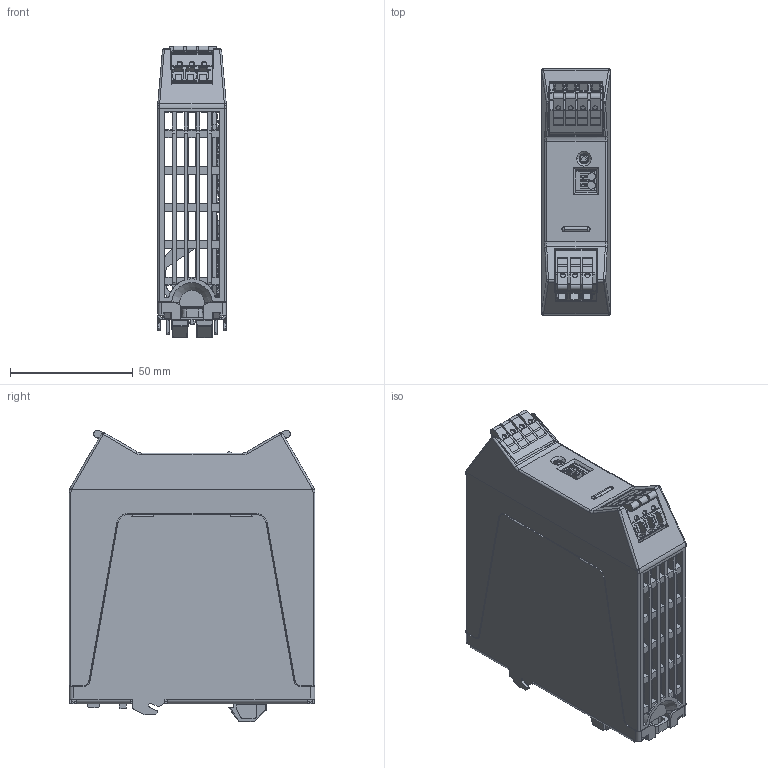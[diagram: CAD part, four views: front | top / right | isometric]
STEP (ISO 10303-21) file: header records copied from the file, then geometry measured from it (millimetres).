
FILE_DESCRIPTION (( 'STEP AP214' ), '1' );
FILE_NAME ('RACPRO1-S120_3D-file_V1.0.STEP', '2025-05-14T10:48:21', ( '' ), ( '' ), 'SwSTEP 2.0', 'SolidWorks 2024', '' );
FILE_SCHEMA (( 'AUTOMOTIVE_DESIGN' ));
Length unit declared in the file: millimetre
Products named in the file (49): THT_TO-220AB_BOT_main.step-1_1.STEP; Leads.step.STEP; TSOT-23_main.step_1.STEP; TLM-215A-A590-03P(K).stp_1.STEP; Body-2_SMD_IC_TSOP-6_R_main.step_1.STEP; M3x5-Senk_1.STEP; PinsArrayLR-5_SMD_OPTO_8mm_R_main.step_1.STEP; R_0805_2012Metric_main.step_1.STEP; CA9CV10_Antrieb_Standard_POTI_CAV9_RUND_HS38_Assembly_main.step_1.STEP; Tab_THT_TO-220AB_BOT_main.step_1.STEP; Z10699-0001_PCB.step_1.STEP; ThermalPin_SMD_IC_VQFN-20_R_main.step_1.STEP; RACPRO_1ph_120W.STEP; D_SMA_main.step_1.STEP; Body-4_SMD_OPTO_8mm_R_main.step_1.STEP; SMD_IC_VQFN-20_R_main.step_1.STEP; main 1.59.1_SOT-89-3_main.step_1.STEP; RACPRO_FrontCover_DiN_VLB28_1.STEP; SMD_SMB_BI_R_main.step_1.STEP; THT_KLEMME_TLM-004RS-3_5_main.step_1.STEP; RACPRO_Housing_DiN_B28_1.STEP; main.step_1.STEP; Z10699-0001_PCB_main.step_1.STEP; THT_C_P22.5_W10_main.step_1.STEP; halterung.step_1.STEP; PinsArray_THT_TO-220AB_BOT_main.step_1.STEP; THT_C_Y1Y2_RM7.5_B4.2.step_1.STEP; PinsArrayTB_SMD_IC_VQFN-20_R_main.step_1.STEP; Body-6_SMD_IC_VQFN-20_R_main.step_1.STEP; M10772-0001_Isolierfolie_120W_1.STEP; SOT-89-3_main.step_1.STEP; M10xxx-0001_Slider_ND_120W_1.STEP; SMD_1206_R_main.step_1.STEP; TLM-215A-A590-04P(K).stp_1.STEP; SMD_MOUNTING_4.2mm_V2_main.step_1.STEP; R_0603_1608Metric_main.step_1.STEP; Leads-1_THT_C_P22.5_W10_main.step.STEP; SMD_OPTO_8mm_R_main.step_1.STEP; R_MiniMELF_MMA-0204_main.step_1.STEP; PinsArrayLR_SMD_IC_TSOP-6_R_main.step_1.STEP ...
Assembly tree (180 placements, depth 6):
  RACPRO1-S120_3D-file_V1.0
    RACPRO_1ph_120W.STEP
      PCB_Ausleitung_250416_1.STEP
        main.step_1.STEP
          POTI_CAV9_RUND_HS38_Assembly_main.step_1.STEP
            POTI_CAV9_RUND_HS38_Standard_POTI_CAV9_RUND_HS38_Assembly_main.step.STEP
            CA9CV10_Antrieb_Standard_POTI_CAV9_RUND_HS38_Assembly_main.step_1.STEP
          THT_C_Y1Y2_RM7.5_B4.2.step_1.STEP  x4
            Leads.step.STEP
          THT_C_P22.5_W10_main.step_1.STEP
            Leads-1_THT_C_P22.5_W10_main.step.STEP  x2
          SOT-89-3_main.step_1.STEP  x2
            main 1.59.1_SOT-89-3_main.step_1.STEP
          SMD_IC_TSOP-6_R_main.step_1.STEP
            Body-2_SMD_IC_TSOP-6_R_main.step_1.STEP
            PinsArrayLR_SMD_IC_TSOP-6_R_main.step_1.STEP
          THT_TO-220AB_BOT_main.step_1.STEP
            Tab_THT_TO-220AB_BOT_main.step_1.STEP
            PinsArray_THT_TO-220AB_BOT_main.step_1.STEP
          THT_TO-220AB_BOT_main.step-1_1.STEP
            Tab_THT_TO-220AB_BOT_main.step_1.STEP
          SMD_OPTO_8mm_R_main.step_1.STEP  x2
            Body-4_SMD_OPTO_8mm_R_main.step_1.STEP
            PinsArrayLR-5_SMD_OPTO_8mm_R_main.step_1.STEP
          SMD_IC_VQFN-20_R_main.step_1.STEP
            Body-6_SMD_IC_VQFN-20_R_main.step_1.STEP
            ThermalPin_SMD_IC_VQFN-20_R_main.step_1.STEP
            PinsArrayLR-7_SMD_IC_VQFN-20_R_main.step_1.STEP
            PinsArrayTB_SMD_IC_VQFN-20_R_main.step_1.STEP
          SMD_MOUNTING_4.2mm_V2_main.step_1.STEP
          THT_KLEMME_TLM-004RS-3_5_main.step_1.STEP
          R_MiniMELF_MMA-0204_main.step_1.STEP  x12
          R_0603_1608Metric_main.step_1.STEP  x58
          SMD_1206_R_main.step_1.STEP  x21
          TSOT-23_main.step_1.STEP  x25
          SMD_SMB_BI_R_main.step_1.STEP  x3
          C_0805_2012Metric_main.step_1.STEP  x6
          R_0805_2012Metric_main.step_1.STEP  x6
          D_SMA_main.step_1.STEP  x2
          TDSON-8-1_main.step_1.STEP
          Z10699-0001_PCB_main.step_1.STEP
        halterung.step_1.STEP
          Z10699-0001_PCB.step_1.STEP
      RACPRO_Housing_DiN_B28_1.STEP
      RACPRO_FrontCover_DiN_VLB28_1.STEP
      M10xxx-0001_Slider_ND_120W_1.STEP
      M3x5-Senk_1.STEP
      M10772-0001_Isolierfolie_120W_1.STEP
      TLM-215A-A590-03P(K).stp_1.STEP
      TLM-215A-A590-04P(K).stp_1.STEP
Bounding box: 28 x 100 x 118.59 mm (x, y, z)
Volume: 73560.9 mm3; surface area: 128805.9 mm2
Topology: 262 solids, 262 shells, 8159 faces, 21098 edges, 13448 vertices
Faces by surface type: plane 5210, cylinder 1917, bspline 771, cone 199, sphere 36, torus 26
Entity records: 142609 total; most frequent: CARTESIAN_POINT 22851, ORIENTED_EDGE 20292, DIRECTION 19616, EDGE_CURVE 10146, VECTOR 7562, LINE 7562, VERTEX_POINT 6568, AXIS2_PLACEMENT_3D 6027
